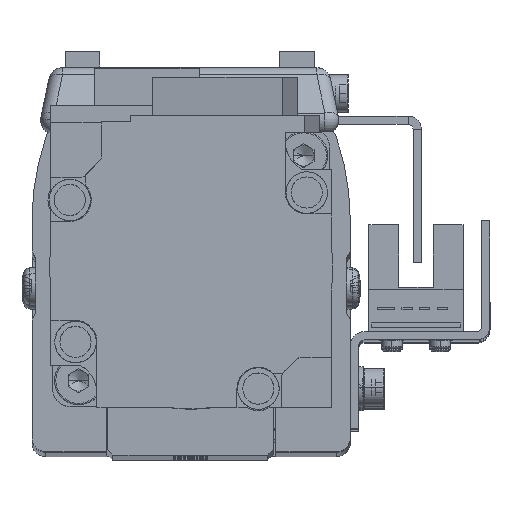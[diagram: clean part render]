
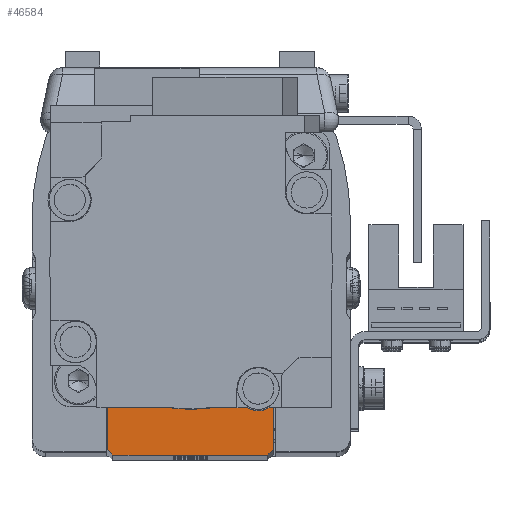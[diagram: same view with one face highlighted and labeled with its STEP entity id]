
A CAD part, top view. The second image highlights one B-rep face of the part: STEP entity #46584.
In plain terms, the highlighted planar face has unit normal (0, 0, 1).
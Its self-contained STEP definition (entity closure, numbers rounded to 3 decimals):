
#749 = DIRECTION ( 'NONE',  ( 0., 1., 0. ) ) ;
#1319 = LINE ( 'NONE', #13394, #39788 ) ;
#2084 = ORIENTED_EDGE ( 'NONE', *, *, #2660, .T. ) ;
#2201 = VERTEX_POINT ( 'NONE', #18597 ) ;
#2660 = EDGE_CURVE ( 'NONE', #28865, #2201, #1319, .T. ) ;
#5938 = DIRECTION ( 'NONE',  ( 0.707, -0.707, 0. ) ) ;
#8971 = VECTOR ( 'NONE', #749, 1000. ) ;
#9439 = CARTESIAN_POINT ( 'NONE',  ( 11.093, -3.593, 0. ) ) ;
#9832 = LINE ( 'NONE', #47807, #63803 ) ;
#10609 = LINE ( 'NONE', #11262, #8971 ) ;
#11084 = CARTESIAN_POINT ( 'NONE',  ( 11.093, -3.593, 0. ) ) ;
#11262 = CARTESIAN_POINT ( 'NONE',  ( 11.893, -2.793, 0. ) ) ;
#12454 = EDGE_LOOP ( 'NONE', ( #19098, #40393, #29607, #64959, #36197, #2084 ) ) ;
#12597 = PLANE ( 'NONE',  #65125 ) ;
#13394 = CARTESIAN_POINT ( 'NONE',  ( 11.893, 4.907, 0. ) ) ;
#17876 = DIRECTION ( 'NONE',  ( 1., 0., 0. ) ) ;
#18597 = CARTESIAN_POINT ( 'NONE',  ( -12.107, 4.907, 0. ) ) ;
#18676 = DIRECTION ( 'NONE',  ( -1., 0., 0. ) ) ;
#19098 = ORIENTED_EDGE ( 'NONE', *, *, #57623, .T. ) ;
#20270 = LINE ( 'NONE', #11084, #32674 ) ;
#22914 = CARTESIAN_POINT ( 'NONE',  ( -12.107, -2.793, 0. ) ) ;
#23961 = VERTEX_POINT ( 'NONE', #42259 ) ;
#24586 = VECTOR ( 'NONE', #54508, 1000. ) ;
#26639 = EDGE_CURVE ( 'NONE', #23961, #30466, #67226, .T. ) ;
#27337 = VECTOR ( 'NONE', #40800, 1000. ) ;
#28232 = CARTESIAN_POINT ( 'NONE',  ( -12.107, 4.907, 0. ) ) ;
#28865 = VERTEX_POINT ( 'NONE', #66312 ) ;
#29607 = ORIENTED_EDGE ( 'NONE', *, *, #59220, .T. ) ;
#30466 = VERTEX_POINT ( 'NONE', #59101 ) ;
#31864 = VERTEX_POINT ( 'NONE', #62182 ) ;
#32674 = VECTOR ( 'NONE', #52959, 1000. ) ;
#36197 = ORIENTED_EDGE ( 'NONE', *, *, #63767, .T. ) ;
#39788 = VECTOR ( 'NONE', #18676, 1000. ) ;
#40146 = LINE ( 'NONE', #22914, #24586 ) ;
#40393 = ORIENTED_EDGE ( 'NONE', *, *, #44316, .T. ) ;
#40800 = DIRECTION ( 'NONE',  ( 0.707, 0.707, 0. ) ) ;
#42259 = CARTESIAN_POINT ( 'NONE',  ( 11.093, -3.593, 0. ) ) ;
#43519 = CARTESIAN_POINT ( 'NONE',  ( -11.307, -3.593, 0. ) ) ;
#44316 = EDGE_CURVE ( 'NONE', #31864, #54034, #9832, .T. ) ;
#46584 = ADVANCED_FACE ( 'NONE', ( #50008 ), #12597, .T. ) ;
#47807 = CARTESIAN_POINT ( 'NONE',  ( -11.307, -3.593, 0. ) ) ;
#49210 = DIRECTION ( 'NONE',  ( 0., 0., 1. ) ) ;
#50008 = FACE_OUTER_BOUND ( 'NONE', #12454, .T. ) ;
#52959 = DIRECTION ( 'NONE',  ( 1., 0., 0. ) ) ;
#54034 = VERTEX_POINT ( 'NONE', #43519 ) ;
#54508 = DIRECTION ( 'NONE',  ( 0., -1., 0. ) ) ;
#57623 = EDGE_CURVE ( 'NONE', #2201, #31864, #40146, .T. ) ;
#59101 = CARTESIAN_POINT ( 'NONE',  ( 11.893, -2.793, 0. ) ) ;
#59220 = EDGE_CURVE ( 'NONE', #54034, #23961, #20270, .T. ) ;
#62182 = CARTESIAN_POINT ( 'NONE',  ( -12.107, -2.793, 0. ) ) ;
#63767 = EDGE_CURVE ( 'NONE', #30466, #28865, #10609, .T. ) ;
#63803 = VECTOR ( 'NONE', #5938, 1000. ) ;
#64959 = ORIENTED_EDGE ( 'NONE', *, *, #26639, .T. ) ;
#65125 = AXIS2_PLACEMENT_3D ( 'NONE', #28232, #49210, #17876 ) ;
#66312 = CARTESIAN_POINT ( 'NONE',  ( 11.893, 4.907, 0. ) ) ;
#67226 = LINE ( 'NONE', #9439, #27337 ) ;
